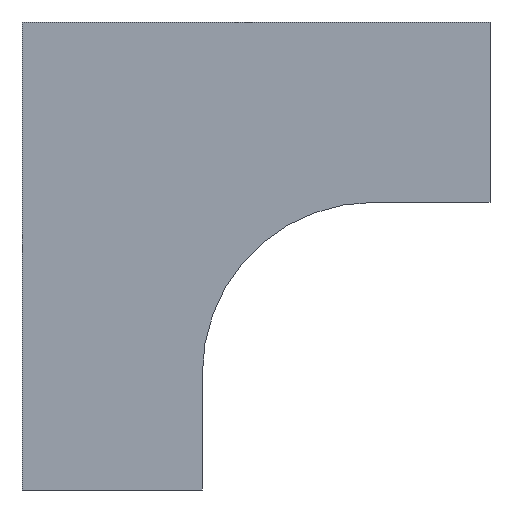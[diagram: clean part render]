
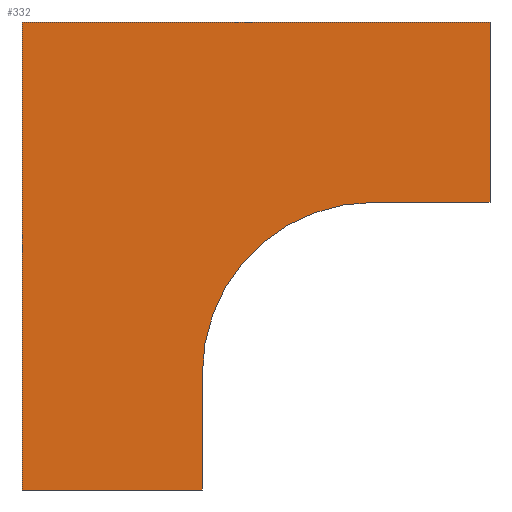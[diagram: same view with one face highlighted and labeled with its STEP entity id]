
A CAD part, front view. The second image highlights one B-rep face of the part: STEP entity #332.
In plain terms, the highlighted planar face has unit normal (0, -1, 0).
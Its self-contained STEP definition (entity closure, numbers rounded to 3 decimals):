
#22 = AXIS2_PLACEMENT_3D ( 'NONE', #33, #403, #168 ) ;
#33 = CARTESIAN_POINT ( 'NONE',  ( 27.45, -47.2, -27.45 ) ) ;
#42 = VECTOR ( 'NONE', #377, 1000. ) ;
#44 = CARTESIAN_POINT ( 'NONE',  ( 54.75, -47.2, 54.75 ) ) ;
#47 = LINE ( 'NONE', #419, #42 ) ;
#50 = VERTEX_POINT ( 'NONE', #425 ) ;
#55 = EDGE_CURVE ( 'NONE', #241, #349, #47, .T. ) ;
#81 = DIRECTION ( 'NONE',  ( -1., 0., 0. ) ) ;
#93 = CARTESIAN_POINT ( 'NONE',  ( -12.55, -47.2, -54.75 ) ) ;
#100 = PLANE ( 'NONE',  #22 ) ;
#133 = VECTOR ( 'NONE', #475, 1000. ) ;
#141 = VECTOR ( 'NONE', #81, 1000. ) ;
#144 = DIRECTION ( 'NONE',  ( 0., 0., 1. ) ) ;
#154 = EDGE_LOOP ( 'NONE', ( #435, #177, #415, #449, #428, #422, #421 ) ) ;
#161 = CARTESIAN_POINT ( 'NONE',  ( -54.75, -47.2, -54.75 ) ) ;
#163 = DIRECTION ( 'NONE',  ( 0., 0., -1. ) ) ;
#168 = DIRECTION ( 'NONE',  ( 0., 0., 1. ) ) ;
#177 = ORIENTED_EDGE ( 'NONE', *, *, #341, .F. ) ;
#186 = CARTESIAN_POINT ( 'NONE',  ( 54.75, -47.2, 12.55 ) ) ;
#196 = CARTESIAN_POINT ( 'NONE',  ( -54.75, -47.2, -54.75 ) ) ;
#200 = VERTEX_POINT ( 'NONE', #271 ) ;
#202 = CARTESIAN_POINT ( 'NONE',  ( 27.45, -47.2, -27.45 ) ) ;
#210 = VERTEX_POINT ( 'NONE', #233 ) ;
#219 = CARTESIAN_POINT ( 'NONE',  ( -54.75, -47.2, 54.75 ) ) ;
#225 = EDGE_CURVE ( 'NONE', #349, #340, #484, .T. ) ;
#233 = CARTESIAN_POINT ( 'NONE',  ( -12.55, -47.2, -27.45 ) ) ;
#241 = VERTEX_POINT ( 'NONE', #196 ) ;
#245 = DIRECTION ( 'NONE',  ( 0., -1., 0. ) ) ;
#246 = EDGE_CURVE ( 'NONE', #340, #50, #489, .T. ) ;
#258 = DIRECTION ( 'NONE',  ( 1., 0., 0. ) ) ;
#266 = VERTEX_POINT ( 'NONE', #93 ) ;
#271 = CARTESIAN_POINT ( 'NONE',  ( 27.45, -47.2, 12.55 ) ) ;
#332 = ADVANCED_FACE ( 'NONE', ( #528 ), #100, .F. ) ;
#340 = VERTEX_POINT ( 'NONE', #44 ) ;
#341 = EDGE_CURVE ( 'NONE', #266, #241, #518, .T. ) ;
#346 = DIRECTION ( 'NONE',  ( -1., 0., 0. ) ) ;
#349 = VERTEX_POINT ( 'NONE', #454 ) ;
#367 = CARTESIAN_POINT ( 'NONE',  ( 27.45, -47.2, 12.55 ) ) ;
#369 = VECTOR ( 'NONE', #346, 1000. ) ;
#370 = CIRCLE ( 'NONE', #524, 40. ) ;
#377 = DIRECTION ( 'NONE',  ( 0., 0., 1. ) ) ;
#379 = EDGE_CURVE ( 'NONE', #50, #200, #394, .T. ) ;
#385 = EDGE_CURVE ( 'NONE', #200, #210, #370, .T. ) ;
#394 = LINE ( 'NONE', #367, #369 ) ;
#403 = DIRECTION ( 'NONE',  ( 0., 1., 0. ) ) ;
#415 = ORIENTED_EDGE ( 'NONE', *, *, #467, .F. ) ;
#419 = CARTESIAN_POINT ( 'NONE',  ( -54.75, -47.2, 54.75 ) ) ;
#421 = ORIENTED_EDGE ( 'NONE', *, *, #225, .F. ) ;
#422 = ORIENTED_EDGE ( 'NONE', *, *, #246, .F. ) ;
#425 = CARTESIAN_POINT ( 'NONE',  ( 54.75, -47.2, 12.55 ) ) ;
#428 = ORIENTED_EDGE ( 'NONE', *, *, #379, .F. ) ;
#435 = ORIENTED_EDGE ( 'NONE', *, *, #55, .F. ) ;
#449 = ORIENTED_EDGE ( 'NONE', *, *, #385, .F. ) ;
#454 = CARTESIAN_POINT ( 'NONE',  ( -54.75, -47.2, 54.75 ) ) ;
#455 = CARTESIAN_POINT ( 'NONE',  ( -12.55, -47.2, -54.75 ) ) ;
#467 = EDGE_CURVE ( 'NONE', #210, #266, #505, .T. ) ;
#475 = DIRECTION ( 'NONE',  ( 0., 0., -1. ) ) ;
#477 = VECTOR ( 'NONE', #258, 1000. ) ;
#484 = LINE ( 'NONE', #219, #477 ) ;
#489 = LINE ( 'NONE', #186, #511 ) ;
#505 = LINE ( 'NONE', #455, #133 ) ;
#511 = VECTOR ( 'NONE', #163, 1000. ) ;
#518 = LINE ( 'NONE', #161, #141 ) ;
#524 = AXIS2_PLACEMENT_3D ( 'NONE', #202, #245, #144 ) ;
#528 = FACE_OUTER_BOUND ( 'NONE', #154, .T. ) ;
